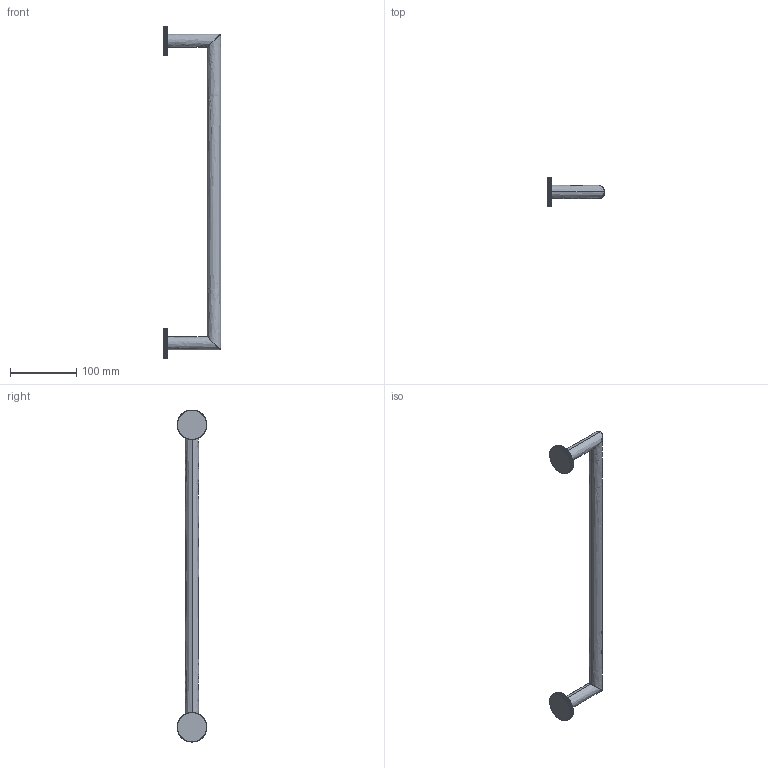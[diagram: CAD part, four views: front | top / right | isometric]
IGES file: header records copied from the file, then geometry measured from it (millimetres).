
Start section:  PTC IGES file: 3290-1230.igs
Global section: file name: 3290-1230.igs; native system: Creo Parametric by PTC Inc.; preprocessor: 2018400; author: jinson.thomas; organization: Unknown; date: 20210921.151344; units: inch
Bounding box: 86.6 x 44.45 x 501.65 mm (x, y, z)
Volume: 207839.1 mm3; surface area: 45425 mm2
Topology: 1 solids, 1 shells, 6098 faces, 13370 edges, 7276 vertices
Faces by surface type: bspline 4716, revolution 1382
